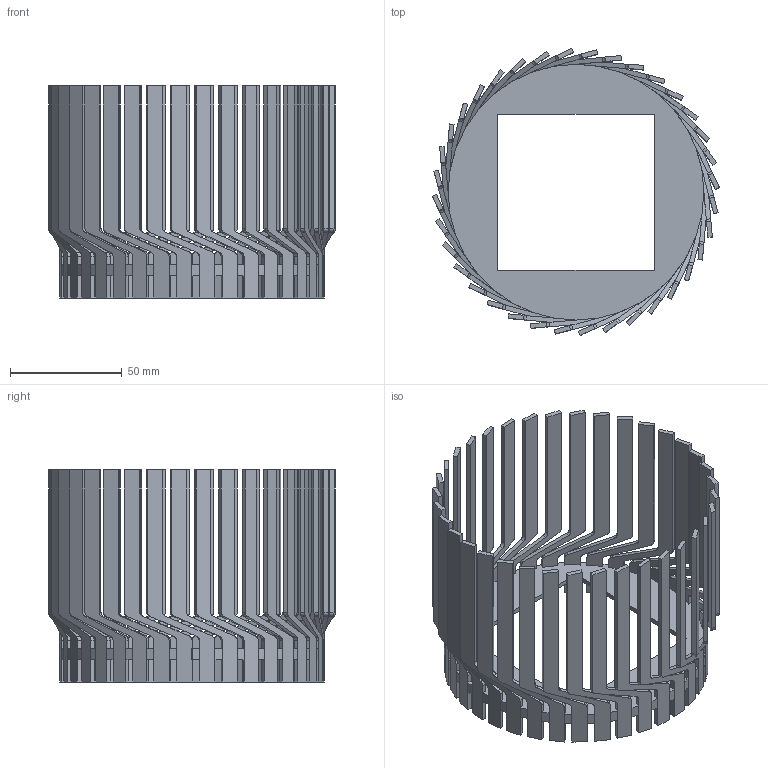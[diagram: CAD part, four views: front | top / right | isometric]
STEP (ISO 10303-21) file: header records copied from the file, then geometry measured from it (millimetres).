
FILE_DESCRIPTION(/* description */ (''),/* implementation_level */ '2;1');
FILE_NAME(/* name */ 'cylinder_fusion_mode.step',/* time_stamp */ '2025-04-28T16:41:18+03:00',/* author */ (''),/* organization */ (''),/* preprocessor_version */ 'ST-DEVELOPER v20.1',/* originating_system */ 'Autodesk Translation Framework v14.4.0.0',/* authorisation */ '');
FILE_SCHEMA (('AUTOMOTIVE_DESIGN { 1 0 10303 214 3 1 1 }'));
Length unit declared in the file: millimetre
Products named in the file (4): (Unsaved); Сборка1; Деталь1_По умолчанию; Деталь2_По умолчанию
Assembly tree (38 placements, depth 3):
  (Unsaved)
    Сборка1
      Деталь1_По умолчанию
      Деталь2_По умолчанию  x36
Bounding box: 128.56 x 128.56 x 95 mm (x, y, z)
Volume: 71343.2 mm3; surface area: 80010.8 mm2
Topology: 37 solids, 37 shells, 659 faces, 1752 edges, 1168 vertices
Faces by surface type: plane 515, cylinder 144
Entity records: 5888 total; most frequent: CARTESIAN_POINT 1032, ORIENTED_EDGE 984, DIRECTION 924, EDGE_CURVE 492, LINE 484, VECTOR 484, VERTEX_POINT 328, AXIS2_PLACEMENT_3D 220
